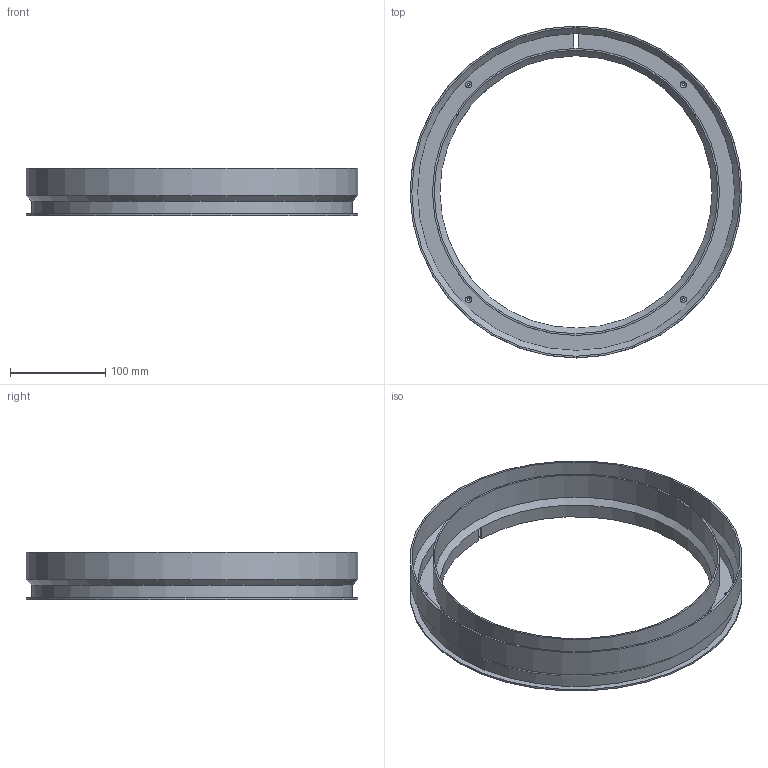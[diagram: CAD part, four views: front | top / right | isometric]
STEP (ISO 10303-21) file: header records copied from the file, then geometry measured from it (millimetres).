
FILE_DESCRIPTION(/* description */ (''),/* implementation_level */ '2;1');
FILE_NAME(/* name */ 'Platter Ring.step',/* time_stamp */ '2022-01-24T12:57:38-05:00',/* author */ (''),/* organization */ (''),/* preprocessor_version */ 'ST-DEVELOPER v18.1',/* originating_system */ 'Autodesk Translation Framework v10.13.0.1454',/* authorisation */ '');
FILE_SCHEMA (('AUTOMOTIVE_DESIGN { 1 0 10303 214 3 1 1 }'));
Length unit declared in the file: millimetre
Products named in the file (1): Platter Ring
Bounding box: 349.25 x 349.25 x 49.8 mm (x, y, z)
Volume: 238320.7 mm3; surface area: 268903.2 mm2
Topology: 1 solids, 1 shells, 26 faces, 73 edges, 47 vertices
Faces by surface type: plane 9, cylinder 9, cone 8
Full cylindrical faces by diameter (mm): 298.45 x1, 302.05 x1, 333.65 x1, 345.65 x1, 349.25 x1
Entity records: 912 total; most frequent: DIRECTION 165, CARTESIAN_POINT 147, ORIENTED_EDGE 146, EDGE_CURVE 73, AXIS2_PLACEMENT_3D 65, VERTEX_POINT 47, CIRCLE 38, EDGE_LOOP 36
